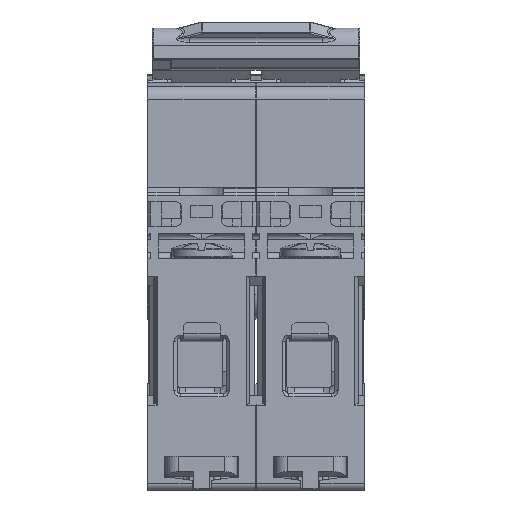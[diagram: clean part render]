
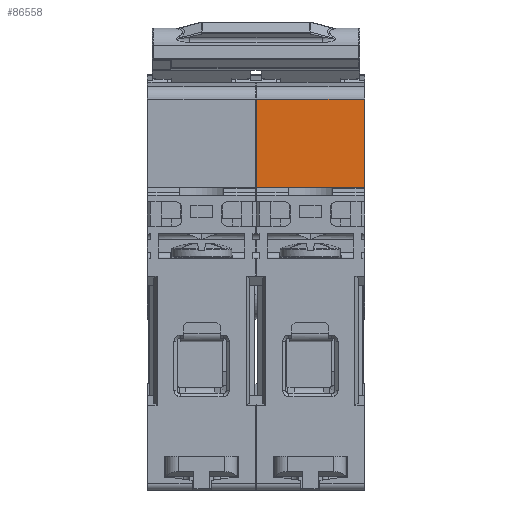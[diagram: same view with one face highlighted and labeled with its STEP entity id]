
A CAD part, front view. The second image highlights one B-rep face of the part: STEP entity #86558.
In plain terms, the highlighted face is planar.
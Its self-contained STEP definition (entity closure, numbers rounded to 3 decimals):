
#80 = ORIENTED_EDGE ( 'NONE', *, *, #99925, .F. ) ;
#849 = VECTOR ( 'NONE', #78214, 1000. ) ;
#2711 = DIRECTION ( 'NONE',  ( 0., 0., 1. ) ) ;
#11121 = CARTESIAN_POINT ( 'NONE',  ( 22.5, 8.75, -39.008 ) ) ;
#13520 = VECTOR ( 'NONE', #2711, 1000. ) ;
#15382 = DIRECTION ( 'NONE',  ( 0., 1., 0. ) ) ;
#15909 = ORIENTED_EDGE ( 'NONE', *, *, #46304, .T. ) ;
#21813 = LINE ( 'NONE', #54254, #849 ) ;
#24863 = EDGE_CURVE ( 'NONE', #92909, #60938, #21813, .T. ) ;
#25905 = CARTESIAN_POINT ( 'NONE',  ( 22.5, 5.45, -40.658 ) ) ;
#27078 = DIRECTION ( 'NONE',  ( 0., 0., 1. ) ) ;
#27588 = LINE ( 'NONE', #11121, #31416 ) ;
#27998 = DIRECTION ( 'NONE',  ( 0., 1., 0. ) ) ;
#31416 = VECTOR ( 'NONE', #27078, 1000. ) ;
#35257 = ORIENTED_EDGE ( 'NONE', *, *, #24863, .T. ) ;
#42980 = ORIENTED_EDGE ( 'NONE', *, *, #72260, .T. ) ;
#43177 = LINE ( 'NONE', #75640, #13520 ) ;
#43971 = PLANE ( 'NONE',  #98655 ) ;
#44685 = VECTOR ( 'NONE', #15382, 1000. ) ;
#46304 = EDGE_CURVE ( 'NONE', #66580, #92909, #27588, .T. ) ;
#49361 = CARTESIAN_POINT ( 'NONE',  ( 22.5, 8.75, -24.6 ) ) ;
#52471 = DIRECTION ( 'NONE',  ( 1., 0., 0. ) ) ;
#54254 = CARTESIAN_POINT ( 'NONE',  ( 22.5, 0., -24.6 ) ) ;
#57303 = CARTESIAN_POINT ( 'NONE',  ( 22.5, -8.75, -24.6 ) ) ;
#60938 = VERTEX_POINT ( 'NONE', #57303 ) ;
#63810 = LINE ( 'NONE', #96265, #44685 ) ;
#66580 = VERTEX_POINT ( 'NONE', #74318 ) ;
#72260 = EDGE_CURVE ( 'NONE', #98224, #66580, #63810, .T. ) ;
#74318 = CARTESIAN_POINT ( 'NONE',  ( 22.5, 8.75, -39.008 ) ) ;
#74358 = FACE_OUTER_BOUND ( 'NONE', #101889, .T. ) ;
#75640 = CARTESIAN_POINT ( 'NONE',  ( 22.5, -8.75, -39.008 ) ) ;
#78214 = DIRECTION ( 'NONE',  ( 0., -1., 0. ) ) ;
#81150 = CARTESIAN_POINT ( 'NONE',  ( 22.5, -8.75, -39.008 ) ) ;
#86558 = ADVANCED_FACE ( 'NONE', ( #74358 ), #43971, .T. ) ;
#92909 = VERTEX_POINT ( 'NONE', #49361 ) ;
#96265 = CARTESIAN_POINT ( 'NONE',  ( 22.5, -8.75, -39.008 ) ) ;
#98224 = VERTEX_POINT ( 'NONE', #81150 ) ;
#98655 = AXIS2_PLACEMENT_3D ( 'NONE', #25905, #52471, #27998 ) ;
#99925 = EDGE_CURVE ( 'NONE', #98224, #60938, #43177, .T. ) ;
#101889 = EDGE_LOOP ( 'NONE', ( #15909, #35257, #80, #42980 ) ) ;
